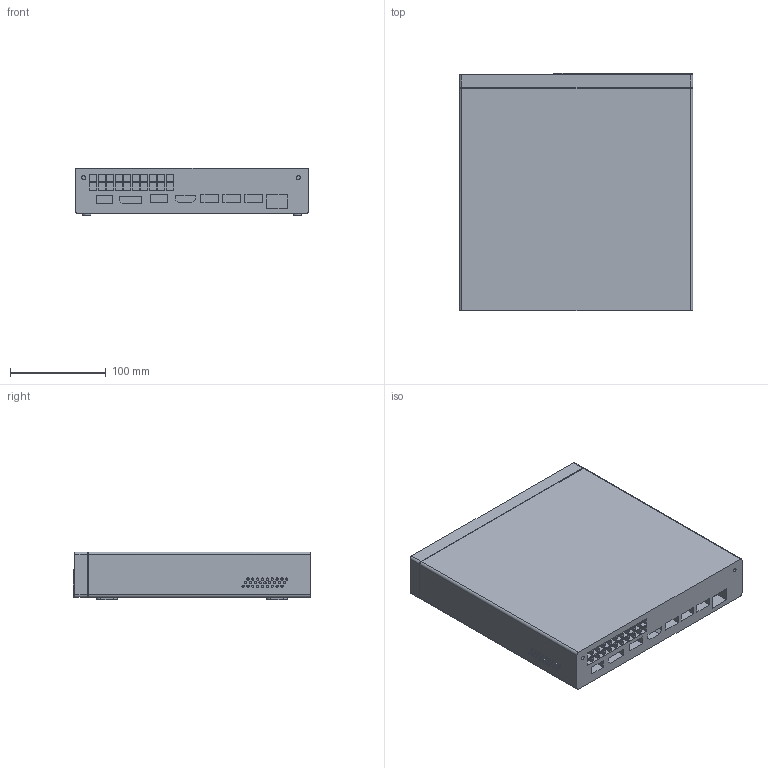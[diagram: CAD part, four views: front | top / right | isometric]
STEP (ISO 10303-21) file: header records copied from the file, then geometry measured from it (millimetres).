
FILE_DESCRIPTION(('FreeCAD Model'),'2;1');
FILE_NAME('Open CASCADE Shape Model','2025-05-03T10:27:48',('FreeCAD'),( 'FreeCAD'),'Open CASCADE STEP processor 7.6','FreeCAD','Unknown');
FILE_SCHEMA(('AUTOMOTIVE_DESIGN { 1 0 10303 214 1 1 1 1 }'));
Products named in the file (1): Open CASCADE STEP translator 7.6 1
Bounding box: 243.84 x 247.91 x 50.12 mm (x, y, z)
Volume: 2744825.1 mm3; surface area: 244291.4 mm2
Topology: 1 solids, 1 shells, 1451 faces, 2423 edges, 1615 vertices
Faces by surface type: bspline 1451
Entity records: 43281 total; most frequent: CARTESIAN_POINT 26770, ORIENTED_EDGE 4846, EDGE_CURVE 2423, FACE_BOUND 2092, EDGE_LOOP 2092, VERTEX_POINT 1615, ADVANCED_FACE 1451, B_SPLINE_CURVE_WITH_KNOTS 1157
